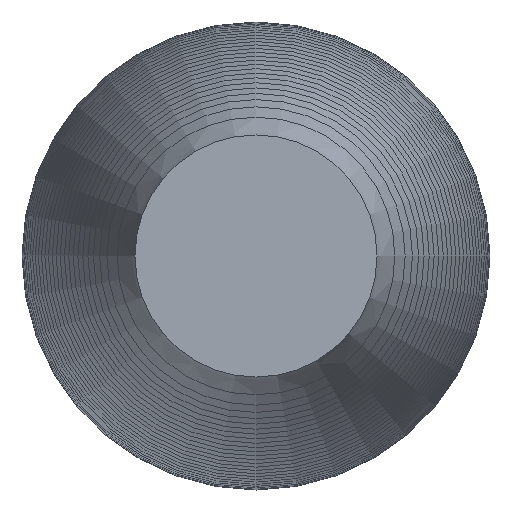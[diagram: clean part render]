
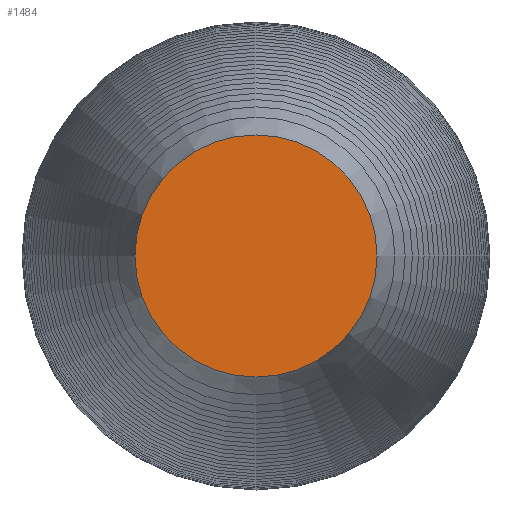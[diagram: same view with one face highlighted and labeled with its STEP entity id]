
A CAD part, left-side view. The second image highlights one B-rep face of the part: STEP entity #1484.
In plain terms, the highlighted planar face has unit normal (-1, 0, 0).
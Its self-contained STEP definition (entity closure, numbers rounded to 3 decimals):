
#1484 = ADVANCED_FACE('',(#1485),#1498,.F.);
#1485 = FACE_BOUND('',#1486,.T.);
#1486 = EDGE_LOOP('',(#1487));
#1487 = ORIENTED_EDGE('',*,*,#1488,.F.);
#1488 = EDGE_CURVE('',#1489,#1489,#1491,.T.);
#1489 = VERTEX_POINT('',#1490);
#1490 = CARTESIAN_POINT('',(-288.883,-126.157,
    0.));
#1491 = SURFACE_CURVE('',#1492,(#1497,#1509),.PCURVE_S1.);
#1492 = CIRCLE('',#1493,126.157);
#1493 = AXIS2_PLACEMENT_3D('',#1494,#1495,#1496);
#1494 = CARTESIAN_POINT('',(-288.883,0.,0.));
#1495 = DIRECTION('',(1.,0.,0.));
#1496 = DIRECTION('',(0.,-1.,0.));
#1497 = PCURVE('',#1498,#1503);
#1498 = PLANE('',#1499);
#1499 = AXIS2_PLACEMENT_3D('',#1500,#1501,#1502);
#1500 = CARTESIAN_POINT('',(-288.883,0.,0.));
#1501 = DIRECTION('',(1.,0.,0.));
#1502 = DIRECTION('',(0.,-1.,0.));
#1503 = DEFINITIONAL_REPRESENTATION('',(#1504),#1508);
#1504 = CIRCLE('',#1505,126.157);
#1505 = AXIS2_PLACEMENT_2D('',#1506,#1507);
#1506 = CARTESIAN_POINT('',(0.,0.));
#1507 = DIRECTION('',(1.,-0.));
#1508 = ( GEOMETRIC_REPRESENTATION_CONTEXT(2) 
PARAMETRIC_REPRESENTATION_CONTEXT() REPRESENTATION_CONTEXT('2D SPACE',''
  ) );
#1509 = PCURVE('',#1510,#1515);
#1510 = CONICAL_SURFACE('',#1511,126.157,0.087);
#1511 = AXIS2_PLACEMENT_3D('',#1512,#1513,#1514);
#1512 = CARTESIAN_POINT('',(-288.883,0.,0.));
#1513 = DIRECTION('',(-1.,-0.,-0.));
#1514 = DIRECTION('',(0.,-1.,0.));
#1515 = DEFINITIONAL_REPRESENTATION('',(#1516),#1520);
#1516 = LINE('',#1517,#1518);
#1517 = CARTESIAN_POINT('',(-0.,-0.));
#1518 = VECTOR('',#1519,1.);
#1519 = DIRECTION('',(-1.,-0.));
#1520 = ( GEOMETRIC_REPRESENTATION_CONTEXT(2) 
PARAMETRIC_REPRESENTATION_CONTEXT() REPRESENTATION_CONTEXT('2D SPACE',''
  ) );
